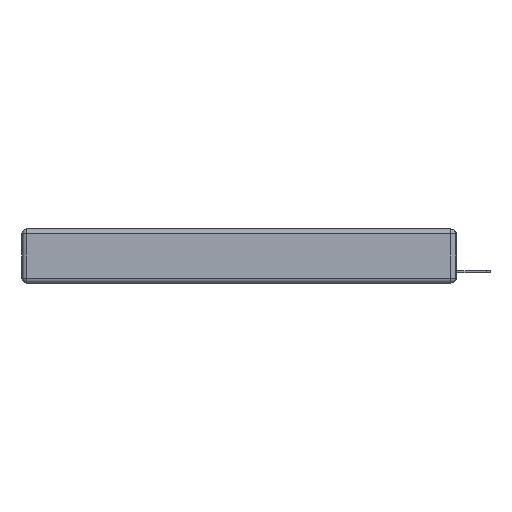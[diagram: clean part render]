
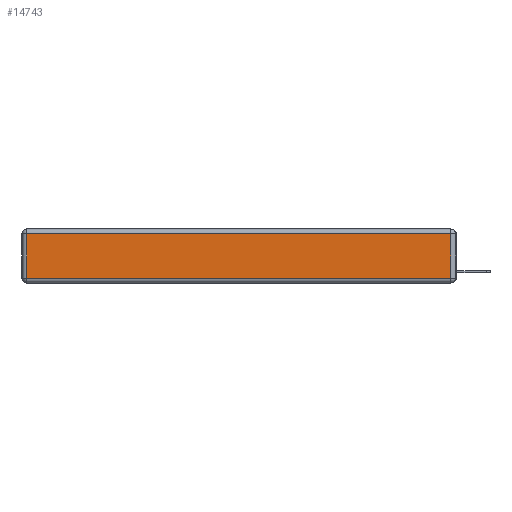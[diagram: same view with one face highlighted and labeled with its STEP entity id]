
A CAD part, left-side view. The second image highlights one B-rep face of the part: STEP entity #14743.
In plain terms, the highlighted planar face has unit normal (-1, 0, 0).
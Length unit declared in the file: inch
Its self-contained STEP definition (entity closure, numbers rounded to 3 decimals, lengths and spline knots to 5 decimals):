
#36 = DIRECTION ( 'NONE',  ( -1., 0., 0. ) ) ;
#1244 = EDGE_CURVE ( 'NONE', #9383, #3642, #1510, .T. ) ;
#1510 = LINE ( 'NONE', #17315, #15667 ) ;
#1581 = CARTESIAN_POINT ( 'NONE',  ( 0., 0., -0.343 ) ) ;
#2379 = EDGE_CURVE ( 'NONE', #3642, #19654, #16260, .T. ) ;
#3166 = DIRECTION ( 'NONE',  ( 0., -1., 0. ) ) ;
#3344 = DIRECTION ( 'NONE',  ( 0., 0., 1. ) ) ;
#3642 = VERTEX_POINT ( 'NONE', #8975 ) ;
#3732 = ORIENTED_EDGE ( 'NONE', *, *, #4345, .T. ) ;
#4343 = EDGE_CURVE ( 'NONE', #19654, #6588, #4454, .T. ) ;
#4345 = EDGE_CURVE ( 'NONE', #6588, #9383, #18820, .T. ) ;
#4454 = LINE ( 'NONE', #12394, #5758 ) ;
#4559 = DIRECTION ( 'NONE',  ( 0., 0., -1. ) ) ;
#4653 = CARTESIAN_POINT ( 'NONE',  ( 0., 2.72, -0.343 ) ) ;
#5313 = DIRECTION ( 'NONE',  ( 0., 0., 1. ) ) ;
#5758 = VECTOR ( 'NONE', #10950, 39.37008 ) ;
#6588 = VERTEX_POINT ( 'NONE', #10331 ) ;
#8013 = ORIENTED_EDGE ( 'NONE', *, *, #2379, .T. ) ;
#8360 = CARTESIAN_POINT ( 'NONE',  ( 0., 0.03, -0.03 ) ) ;
#8975 = CARTESIAN_POINT ( 'NONE',  ( 0., 0.03, -0.313 ) ) ;
#9302 = VECTOR ( 'NONE', #5313, 39.37008 ) ;
#9383 = VERTEX_POINT ( 'NONE', #11465 ) ;
#9418 = AXIS2_PLACEMENT_3D ( 'NONE', #1581, #36, #3344 ) ;
#10331 = CARTESIAN_POINT ( 'NONE',  ( 0., 2.72, -0.03 ) ) ;
#10507 = ORIENTED_EDGE ( 'NONE', *, *, #1244, .T. ) ;
#10950 = DIRECTION ( 'NONE',  ( 0., 1., 0. ) ) ;
#11069 = PLANE ( 'NONE',  #9418 ) ;
#11093 = ORIENTED_EDGE ( 'NONE', *, *, #4343, .T. ) ;
#11465 = CARTESIAN_POINT ( 'NONE',  ( 0., 2.72, -0.313 ) ) ;
#12322 = VECTOR ( 'NONE', #4559, 39.37008 ) ;
#12394 = CARTESIAN_POINT ( 'NONE',  ( 0., 2.75, -0.03 ) ) ;
#12856 = CARTESIAN_POINT ( 'NONE',  ( 0., 0.03, -0.343 ) ) ;
#14743 = ADVANCED_FACE ( 'NONE', ( #15721 ), #11069, .T. ) ;
#15667 = VECTOR ( 'NONE', #3166, 39.37008 ) ;
#15721 = FACE_OUTER_BOUND ( 'NONE', #17336, .T. ) ;
#16260 = LINE ( 'NONE', #12856, #9302 ) ;
#17315 = CARTESIAN_POINT ( 'NONE',  ( 0., 0., -0.313 ) ) ;
#17336 = EDGE_LOOP ( 'NONE', ( #10507, #8013, #11093, #3732 ) ) ;
#18820 = LINE ( 'NONE', #4653, #12322 ) ;
#19654 = VERTEX_POINT ( 'NONE', #8360 ) ;
